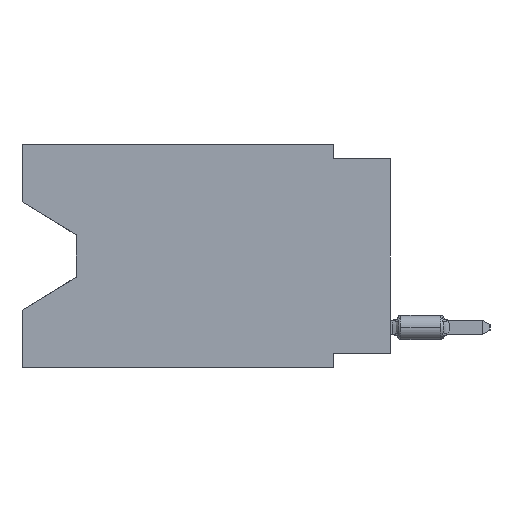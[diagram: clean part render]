
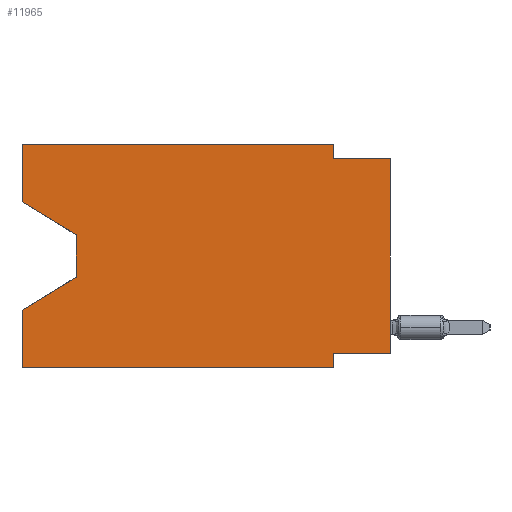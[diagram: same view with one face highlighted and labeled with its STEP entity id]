
A CAD part, left-side view. The second image highlights one B-rep face of the part: STEP entity #11965.
In plain terms, the highlighted planar face has unit normal (-1, 0, 0).
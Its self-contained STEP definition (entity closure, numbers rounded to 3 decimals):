
#467 = DIRECTION ( 'NONE',  ( 0., 0., 1. ) ) ;
#485 = EDGE_CURVE ( 'NONE', #53917, #8222, #27968, .T. ) ;
#520 = CARTESIAN_POINT ( 'NONE',  ( 0., 13.97, -5.893 ) ) ;
#1736 = CARTESIAN_POINT ( 'NONE',  ( 0., 2.54, -9.906 ) ) ;
#2458 = DIRECTION ( 'NONE',  ( 0., 0., -1. ) ) ;
#3831 = EDGE_CURVE ( 'NONE', #52895, #45636, #20045, .T. ) ;
#5719 = LINE ( 'NONE', #45254, #38055 ) ;
#5890 = VERTEX_POINT ( 'NONE', #21912 ) ;
#6048 = DIRECTION ( 'NONE',  ( 0., 0., -1. ) ) ;
#6748 = EDGE_CURVE ( 'NONE', #16991, #14416, #30493, .T. ) ;
#8222 = VERTEX_POINT ( 'NONE', #22536 ) ;
#9052 = LINE ( 'NONE', #26816, #52835 ) ;
#9221 = ORIENTED_EDGE ( 'NONE', *, *, #44504, .F. ) ;
#9570 = VECTOR ( 'NONE', #37861, 1000. ) ;
#9576 = CARTESIAN_POINT ( 'NONE',  ( 0., 2.54, -9.906 ) ) ;
#9877 = DIRECTION ( 'NONE',  ( 0., 0., -1. ) ) ;
#10727 = ORIENTED_EDGE ( 'NONE', *, *, #24428, .F. ) ;
#11965 = ADVANCED_FACE ( 'NONE', ( #53396 ), #27347, .F. ) ;
#12106 = VERTEX_POINT ( 'NONE', #42894 ) ;
#13623 = DIRECTION ( 'NONE',  ( 0., -0.855, -0.519 ) ) ;
#14320 = DIRECTION ( 'NONE',  ( 0., 0., 1. ) ) ;
#14416 = VERTEX_POINT ( 'NONE', #19522 ) ;
#15334 = ORIENTED_EDGE ( 'NONE', *, *, #6748, .F. ) ;
#15515 = AXIS2_PLACEMENT_3D ( 'NONE', #23059, #40524, #9877 ) ;
#16816 = CARTESIAN_POINT ( 'NONE',  ( 0., 2.54, 0. ) ) ;
#16991 = VERTEX_POINT ( 'NONE', #35365 ) ;
#17666 = EDGE_CURVE ( 'NONE', #36983, #17856, #43103, .T. ) ;
#17856 = VERTEX_POINT ( 'NONE', #9576 ) ;
#19522 = CARTESIAN_POINT ( 'NONE',  ( 0., 0., -0.635 ) ) ;
#19873 = EDGE_CURVE ( 'NONE', #45636, #16991, #50019, .T. ) ;
#20007 = LINE ( 'NONE', #28598, #51836 ) ;
#20045 = LINE ( 'NONE', #24358, #51956 ) ;
#20402 = LINE ( 'NONE', #520, #9570 ) ;
#20460 = ORIENTED_EDGE ( 'NONE', *, *, #3831, .F. ) ;
#21200 = VECTOR ( 'NONE', #467, 1000. ) ;
#21346 = DIRECTION ( 'NONE',  ( 0., -1., 0. ) ) ;
#21912 = CARTESIAN_POINT ( 'NONE',  ( 0., 0., -9.271 ) ) ;
#22319 = CARTESIAN_POINT ( 'NONE',  ( 0., 16.383, -7.36 ) ) ;
#22407 = ORIENTED_EDGE ( 'NONE', *, *, #485, .T. ) ;
#22536 = CARTESIAN_POINT ( 'NONE',  ( 0., 13.97, -5.893 ) ) ;
#23059 = CARTESIAN_POINT ( 'NONE',  ( 0., 16.383, 0. ) ) ;
#24358 = CARTESIAN_POINT ( 'NONE',  ( 0., 16.383, 0. ) ) ;
#24428 = EDGE_CURVE ( 'NONE', #12106, #52895, #20007, .T. ) ;
#24831 = ORIENTED_EDGE ( 'NONE', *, *, #28143, .F. ) ;
#26816 = CARTESIAN_POINT ( 'NONE',  ( 0., 0., -9.271 ) ) ;
#27156 = ORIENTED_EDGE ( 'NONE', *, *, #52009, .T. ) ;
#27347 = PLANE ( 'NONE',  #15515 ) ;
#27381 = DIRECTION ( 'NONE',  ( 0., 1., 0. ) ) ;
#27775 = CARTESIAN_POINT ( 'NONE',  ( 0., 2.54, -9.271 ) ) ;
#27968 = LINE ( 'NONE', #36837, #28334 ) ;
#28143 = EDGE_CURVE ( 'NONE', #36983, #33132, #39426, .T. ) ;
#28334 = VECTOR ( 'NONE', #2458, 1000. ) ;
#28598 = CARTESIAN_POINT ( 'NONE',  ( 0., 16.383, 0. ) ) ;
#28849 = VECTOR ( 'NONE', #53075, 1000. ) ;
#30493 = LINE ( 'NONE', #47962, #28849 ) ;
#32953 = VECTOR ( 'NONE', #21346, 1000. ) ;
#33132 = VERTEX_POINT ( 'NONE', #22319 ) ;
#33360 = EDGE_CURVE ( 'NONE', #8222, #33132, #20402, .T. ) ;
#33922 = ORIENTED_EDGE ( 'NONE', *, *, #48279, .T. ) ;
#34488 = ORIENTED_EDGE ( 'NONE', *, *, #43522, .F. ) ;
#34910 = ORIENTED_EDGE ( 'NONE', *, *, #17666, .T. ) ;
#35365 = CARTESIAN_POINT ( 'NONE',  ( 0., 2.54, -0.635 ) ) ;
#36277 = CARTESIAN_POINT ( 'NONE',  ( 0., 2.54, 0. ) ) ;
#36837 = CARTESIAN_POINT ( 'NONE',  ( 0., 13.97, -4.013 ) ) ;
#36983 = VERTEX_POINT ( 'NONE', #42860 ) ;
#37861 = DIRECTION ( 'NONE',  ( 0., 0.855, -0.519 ) ) ;
#38055 = VECTOR ( 'NONE', #14320, 1000. ) ;
#39426 = LINE ( 'NONE', #44007, #21200 ) ;
#40524 = DIRECTION ( 'NONE',  ( 1., 0., 0. ) ) ;
#41033 = VECTOR ( 'NONE', #6048, 1000. ) ;
#41054 = EDGE_LOOP ( 'NONE', ( #27156, #22407, #53332, #24831, #34910, #9221, #34488, #33922, #15334, #55688, #20460, #10727 ) ) ;
#42860 = CARTESIAN_POINT ( 'NONE',  ( 0., 16.383, -9.906 ) ) ;
#42894 = CARTESIAN_POINT ( 'NONE',  ( 0., 16.383, -2.546 ) ) ;
#43103 = LINE ( 'NONE', #52812, #32953 ) ;
#43522 = EDGE_CURVE ( 'NONE', #5890, #48237, #9052, .T. ) ;
#44007 = CARTESIAN_POINT ( 'NONE',  ( 0., 16.383, 0. ) ) ;
#44504 = EDGE_CURVE ( 'NONE', #48237, #17856, #50145, .T. ) ;
#45124 = CARTESIAN_POINT ( 'NONE',  ( 0., 16.383, -2.546 ) ) ;
#45153 = DIRECTION ( 'NONE',  ( 0., 0., -1. ) ) ;
#45254 = CARTESIAN_POINT ( 'NONE',  ( 0., 0., 0. ) ) ;
#45636 = VERTEX_POINT ( 'NONE', #16816 ) ;
#47962 = CARTESIAN_POINT ( 'NONE',  ( 0., 0., -0.635 ) ) ;
#48237 = VERTEX_POINT ( 'NONE', #27775 ) ;
#48279 = EDGE_CURVE ( 'NONE', #5890, #14416, #5719, .T. ) ;
#48666 = VECTOR ( 'NONE', #45153, 1000. ) ;
#50019 = LINE ( 'NONE', #36277, #48666 ) ;
#50145 = LINE ( 'NONE', #1736, #41033 ) ;
#50355 = DIRECTION ( 'NONE',  ( 0., 0., 1. ) ) ;
#50952 = DIRECTION ( 'NONE',  ( 0., -1., 0. ) ) ;
#51836 = VECTOR ( 'NONE', #50355, 1000. ) ;
#51956 = VECTOR ( 'NONE', #50952, 1000. ) ;
#52009 = EDGE_CURVE ( 'NONE', #12106, #53917, #53409, .T. ) ;
#52514 = VECTOR ( 'NONE', #13623, 1000. ) ;
#52812 = CARTESIAN_POINT ( 'NONE',  ( 0., 16.383, -9.906 ) ) ;
#52835 = VECTOR ( 'NONE', #27381, 1000. ) ;
#52839 = CARTESIAN_POINT ( 'NONE',  ( 0., 16.383, 0. ) ) ;
#52895 = VERTEX_POINT ( 'NONE', #52839 ) ;
#53075 = DIRECTION ( 'NONE',  ( 0., -1., 0. ) ) ;
#53332 = ORIENTED_EDGE ( 'NONE', *, *, #33360, .T. ) ;
#53396 = FACE_OUTER_BOUND ( 'NONE', #41054, .T. ) ;
#53409 = LINE ( 'NONE', #45124, #52514 ) ;
#53917 = VERTEX_POINT ( 'NONE', #54416 ) ;
#54416 = CARTESIAN_POINT ( 'NONE',  ( 0., 13.97, -4.013 ) ) ;
#55688 = ORIENTED_EDGE ( 'NONE', *, *, #19873, .F. ) ;
